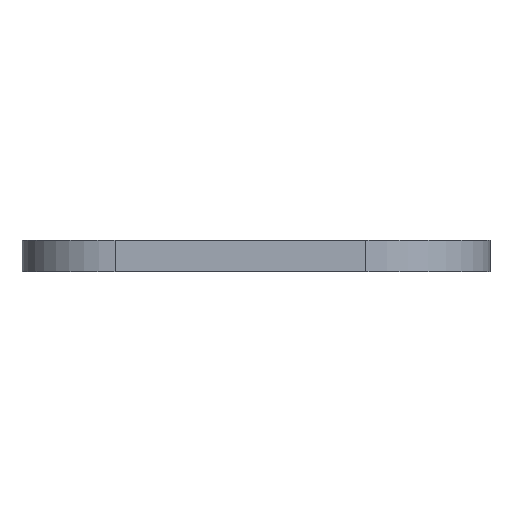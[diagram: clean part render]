
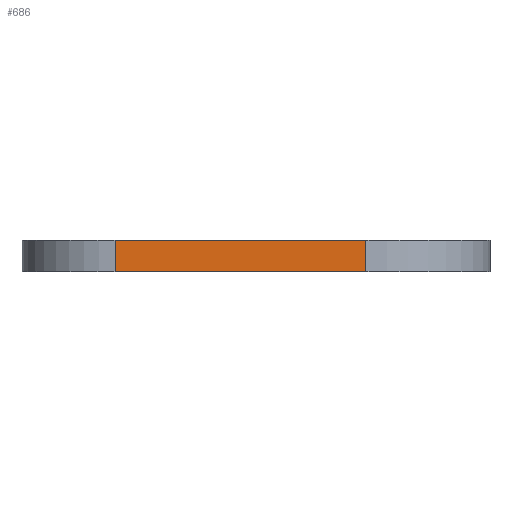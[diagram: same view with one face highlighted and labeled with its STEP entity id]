
A CAD part, left-side view. The second image highlights one B-rep face of the part: STEP entity #686.
In plain terms, the highlighted planar face has unit normal (-1, 0, 0).
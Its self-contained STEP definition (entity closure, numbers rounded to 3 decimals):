
#17 = EDGE_CURVE ( 'NONE', #319, #262, #576, .T. ) ;
#52 = CARTESIAN_POINT ( 'NONE',  ( 0., 91.648, 5. ) ) ;
#74 = EDGE_CURVE ( 'NONE', #310, #262, #573, .T. ) ;
#78 = DIRECTION ( 'NONE',  ( 0., 0., 1. ) ) ;
#81 = VERTEX_POINT ( 'NONE', #127 ) ;
#98 = ORIENTED_EDGE ( 'NONE', *, *, #393, .T. ) ;
#99 = VECTOR ( 'NONE', #493, 1000. ) ;
#111 = CARTESIAN_POINT ( 'NONE',  ( 0., 60.439, 5. ) ) ;
#127 = CARTESIAN_POINT ( 'NONE',  ( 0., 60.439, 0. ) ) ;
#224 = LINE ( 'NONE', #111, #271 ) ;
#262 = VERTEX_POINT ( 'NONE', #461 ) ;
#271 = VECTOR ( 'NONE', #440, 1000. ) ;
#283 = LINE ( 'NONE', #679, #99 ) ;
#310 = VERTEX_POINT ( 'NONE', #618 ) ;
#319 = VERTEX_POINT ( 'NONE', #337 ) ;
#337 = CARTESIAN_POINT ( 'NONE',  ( 0., 20., 0. ) ) ;
#355 = EDGE_LOOP ( 'NONE', ( #377, #374, #714, #98 ) ) ;
#356 = VECTOR ( 'NONE', #692, 1000. ) ;
#374 = ORIENTED_EDGE ( 'NONE', *, *, #17, .T. ) ;
#377 = ORIENTED_EDGE ( 'NONE', *, *, #392, .T. ) ;
#392 = EDGE_CURVE ( 'NONE', #81, #319, #283, .T. ) ;
#393 = EDGE_CURVE ( 'NONE', #310, #81, #224, .T. ) ;
#410 = CARTESIAN_POINT ( 'NONE',  ( 0., 20., 5. ) ) ;
#437 = DIRECTION ( 'NONE',  ( 0., 1., 0. ) ) ;
#438 = VECTOR ( 'NONE', #78, 1000. ) ;
#440 = DIRECTION ( 'NONE',  ( 0., 0., -1. ) ) ;
#449 = PLANE ( 'NONE',  #467 ) ;
#461 = CARTESIAN_POINT ( 'NONE',  ( 0., 20., 5. ) ) ;
#467 = AXIS2_PLACEMENT_3D ( 'NONE', #52, #563, #437 ) ;
#476 = CARTESIAN_POINT ( 'NONE',  ( 0., 91.648, 5. ) ) ;
#493 = DIRECTION ( 'NONE',  ( 0., -1., 0. ) ) ;
#561 = FACE_OUTER_BOUND ( 'NONE', #355, .T. ) ;
#563 = DIRECTION ( 'NONE',  ( 1., 0., 0. ) ) ;
#573 = LINE ( 'NONE', #476, #356 ) ;
#576 = LINE ( 'NONE', #410, #438 ) ;
#618 = CARTESIAN_POINT ( 'NONE',  ( 0., 60.439, 5. ) ) ;
#679 = CARTESIAN_POINT ( 'NONE',  ( 0., 91.648, 0. ) ) ;
#686 = ADVANCED_FACE ( 'NONE', ( #561 ), #449, .F. ) ;
#692 = DIRECTION ( 'NONE',  ( 0., -1., 0. ) ) ;
#714 = ORIENTED_EDGE ( 'NONE', *, *, #74, .F. ) ;
